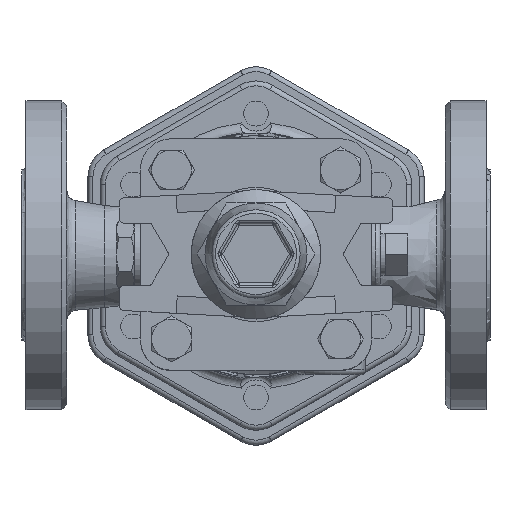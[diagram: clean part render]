
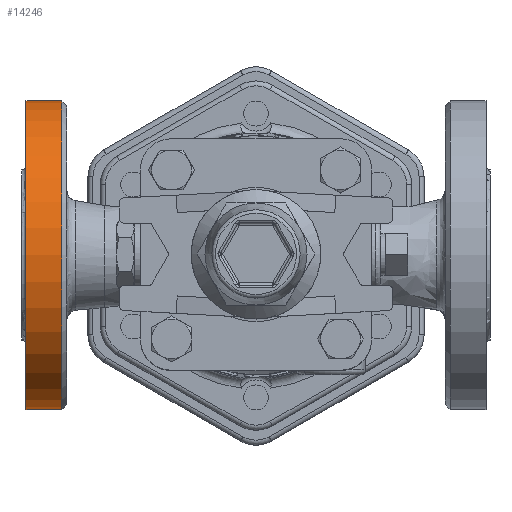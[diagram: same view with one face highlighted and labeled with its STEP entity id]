
A CAD part, top view. The second image highlights one B-rep face of the part: STEP entity #14246.
In plain terms, the highlighted cylindrical face has radius 62 mm (diameter 124 mm), a full revolution.
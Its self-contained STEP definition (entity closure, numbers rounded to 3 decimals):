
#1876=CYLINDRICAL_SURFACE('',#15224,62.);
#2285=FACE_BOUND('',#3860,.T.);
#2883=FACE_OUTER_BOUND('',#3859,.T.);
#3859=EDGE_LOOP('',(#9841));
#3860=EDGE_LOOP('',(#9842));
#5412=CIRCLE('',#15223,62.);
#5413=CIRCLE('',#15225,62.);
#6246=VERTEX_POINT('',#21982);
#6247=VERTEX_POINT('',#21985);
#7653=EDGE_CURVE('',#6246,#6246,#5412,.T.);
#7654=EDGE_CURVE('',#6247,#6247,#5413,.T.);
#9841=ORIENTED_EDGE('',*,*,#7654,.T.);
#9842=ORIENTED_EDGE('',*,*,#7653,.F.);
#14246=ADVANCED_FACE('',(#2883,#2285),#1876,.T.);
#15223=AXIS2_PLACEMENT_3D('',#21983,#16925,#16926);
#15224=AXIS2_PLACEMENT_3D('',#21984,#16927,#16928);
#15225=AXIS2_PLACEMENT_3D('',#21986,#16929,#16930);
#16925=DIRECTION('center_axis',(1.,0.,0.));
#16926=DIRECTION('ref_axis',(0.,0.,1.));
#16927=DIRECTION('center_axis',(1.,0.,0.));
#16928=DIRECTION('ref_axis',(0.,0.,1.));
#16929=DIRECTION('center_axis',(1.,0.,0.));
#16930=DIRECTION('ref_axis',(0.,0.,1.));
#21982=CARTESIAN_POINT('',(-78.,0.,32.));
#21983=CARTESIAN_POINT('Origin',(-78.,0.,94.));
#21984=CARTESIAN_POINT('Origin',(-76.,0.,94.));
#21985=CARTESIAN_POINT('',(-92.4,0.,32.));
#21986=CARTESIAN_POINT('Origin',(-92.4,0.,94.));
